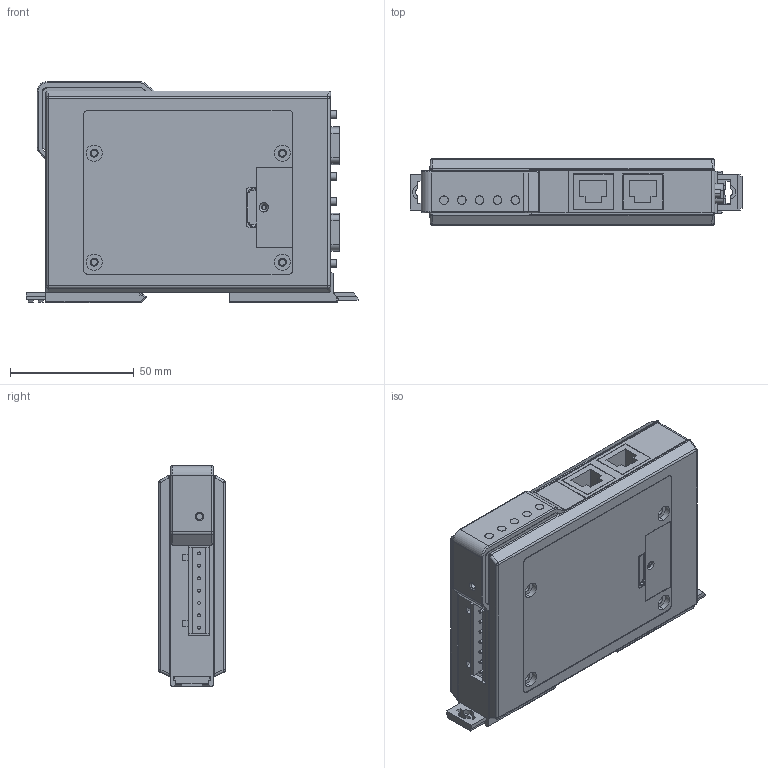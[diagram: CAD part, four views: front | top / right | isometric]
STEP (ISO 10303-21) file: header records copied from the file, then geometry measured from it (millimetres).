
FILE_DESCRIPTION((''),'2;1');
FILE_NAME('IA_NPORT_ASM','2009-03-17T',('Vincent_Huang'),(''),'PRO/ENGINEER BY PARAMETRIC TECHNOLOGY CORPORATION, 2004320','PRO/ENGINEER BY PARAMETRIC TECHNOLOGY CORPORATION, 2004320','');
FILE_SCHEMA(('CONFIG_CONTROL_DESIGN'));
Length unit declared in the file: millimetre
Products named in the file (11): IA_PCB__AF0; CENTER__AF0; COVER_LEFT__AF0; COVER_RIGHT_; LENS_; LOGO_LENS__AF0; DIN_LANS_; GROUND_; DIN_LANS1_; MINI_DOOR; IA_NPORT_ASM
Assembly tree (10 placements, depth 2):
  IA_NPORT_ASM
    IA_PCB__AF0
    CENTER__AF0
    COVER_LEFT__AF0
    COVER_RIGHT_
    LENS_
    LOGO_LENS__AF0
    DIN_LANS_
    GROUND_
    DIN_LANS1_
    MINI_DOOR
Bounding box: 134 x 27 x 89.2 mm (x, y, z)
Volume: 88284.4 mm3; surface area: 92573.9 mm2
Topology: 10 solids, 10 shells, 1433 faces, 3808 edges, 2504 vertices
Faces by surface type: plane 1064, cylinder 333, sphere 12, cone 10, torus 9, bspline 5
Entity records: 44863 total; most frequent: CARTESIAN_POINT 8233, ORIENTED_EDGE 7604, DIRECTION 7298, EDGE_CURVE 3802, VECTOR 3058, LINE 3058, VERTEX_POINT 2504, AXIS2_PLACEMENT_3D 2120
